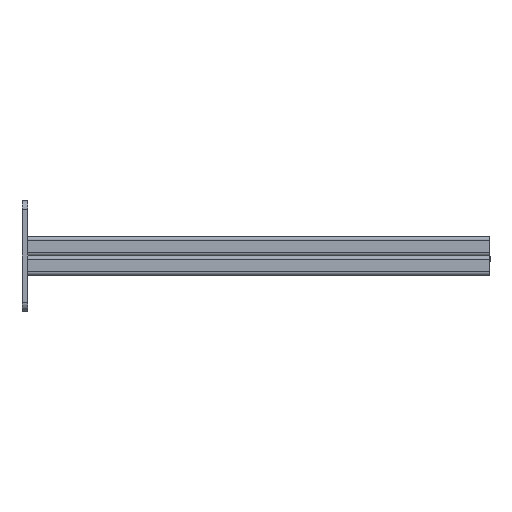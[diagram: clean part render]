
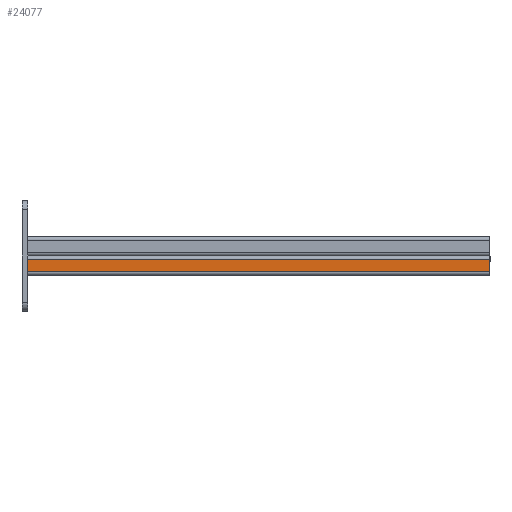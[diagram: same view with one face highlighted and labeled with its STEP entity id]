
A CAD part, front view. The second image highlights one B-rep face of the part: STEP entity #24077.
In plain terms, the highlighted face is planar.
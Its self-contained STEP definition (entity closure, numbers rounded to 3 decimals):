
#172 = CARTESIAN_POINT ( 'NONE',  ( -20.5, 0., -500. ) ) ;
#315 = EDGE_CURVE ( 'NONE', #15065, #5710, #13370, .T. ) ;
#446 = DIRECTION ( 'NONE',  ( 1., 0., 0. ) ) ;
#756 = VECTOR ( 'NONE', #1600, 1000. ) ;
#1600 = DIRECTION ( 'NONE',  ( 0., 1., 0. ) ) ;
#3676 = VECTOR ( 'NONE', #10401, 1000. ) ;
#3812 = CARTESIAN_POINT ( 'NONE',  ( -20.5, 0., 0. ) ) ;
#4238 = ORIENTED_EDGE ( 'NONE', *, *, #4830, .F. ) ;
#4716 = DIRECTION ( 'NONE',  ( 0., 1., 0. ) ) ;
#4830 = EDGE_CURVE ( 'NONE', #8823, #15065, #23208, .T. ) ;
#5710 = VERTEX_POINT ( 'NONE', #7506 ) ;
#7478 = AXIS2_PLACEMENT_3D ( 'NONE', #25853, #446, #14008 ) ;
#7506 = CARTESIAN_POINT ( 'NONE',  ( -20.5, 17.25, 0. ) ) ;
#7594 = EDGE_CURVE ( 'NONE', #21965, #5710, #21053, .T. ) ;
#8823 = VERTEX_POINT ( 'NONE', #18146 ) ;
#10401 = DIRECTION ( 'NONE',  ( 0., 0., 1. ) ) ;
#10970 = CARTESIAN_POINT ( 'NONE',  ( -20.5, 3.75, 0. ) ) ;
#11114 = CARTESIAN_POINT ( 'NONE',  ( -20.5, 17.25, -250. ) ) ;
#12926 = EDGE_CURVE ( 'NONE', #8823, #21965, #13802, .T. ) ;
#13370 = LINE ( 'NONE', #11114, #18439 ) ;
#13802 = LINE ( 'NONE', #14941, #3676 ) ;
#14008 = DIRECTION ( 'NONE',  ( 0., 0., -1. ) ) ;
#14941 = CARTESIAN_POINT ( 'NONE',  ( -20.5, 3.75, -250. ) ) ;
#15065 = VERTEX_POINT ( 'NONE', #16245 ) ;
#15453 = ORIENTED_EDGE ( 'NONE', *, *, #315, .F. ) ;
#16245 = CARTESIAN_POINT ( 'NONE',  ( -20.5, 17.25, -500. ) ) ;
#18146 = CARTESIAN_POINT ( 'NONE',  ( -20.5, 3.75, -500. ) ) ;
#18439 = VECTOR ( 'NONE', #23053, 1000. ) ;
#18854 = ORIENTED_EDGE ( 'NONE', *, *, #7594, .T. ) ;
#18972 = PLANE ( 'NONE',  #7478 ) ;
#21053 = LINE ( 'NONE', #3812, #756 ) ;
#21965 = VERTEX_POINT ( 'NONE', #10970 ) ;
#22500 = VECTOR ( 'NONE', #4716, 1000. ) ;
#23053 = DIRECTION ( 'NONE',  ( 0., 0., 1. ) ) ;
#23208 = LINE ( 'NONE', #172, #22500 ) ;
#24077 = ADVANCED_FACE ( 'NONE', ( #28328 ), #18972, .F. ) ;
#25184 = ORIENTED_EDGE ( 'NONE', *, *, #12926, .T. ) ;
#25853 = CARTESIAN_POINT ( 'NONE',  ( -20.5, 0., -250. ) ) ;
#26588 = EDGE_LOOP ( 'NONE', ( #18854, #15453, #4238, #25184 ) ) ;
#28328 = FACE_OUTER_BOUND ( 'NONE', #26588, .T. ) ;
